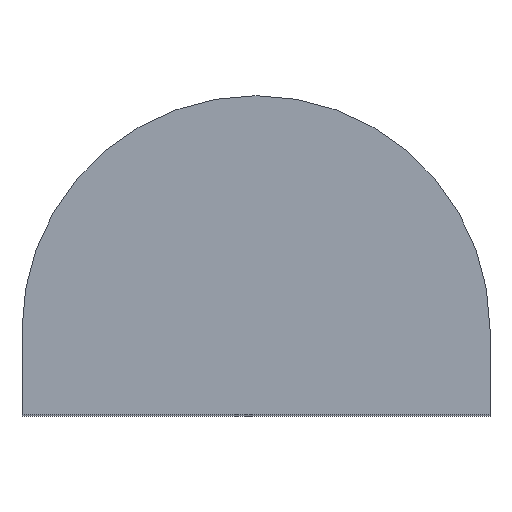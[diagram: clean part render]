
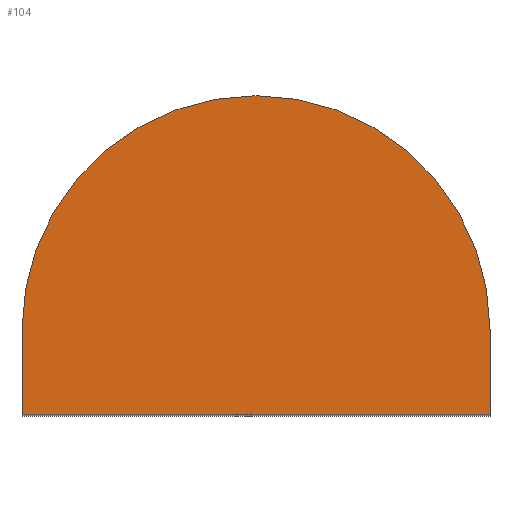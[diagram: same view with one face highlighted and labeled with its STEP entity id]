
A CAD part, top view. The second image highlights one B-rep face of the part: STEP entity #104.
In plain terms, the highlighted planar face has unit normal (0, 0, 1).
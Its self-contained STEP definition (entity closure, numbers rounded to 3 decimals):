
#16=CIRCLE('',#133,5.5);
#23=FACE_OUTER_BOUND('',#29,.T.);
#29=EDGE_LOOP('',(#90,#91,#92,#93));
#31=LINE('',#170,#41);
#37=LINE('',#182,#47);
#38=LINE('',#184,#48);
#41=VECTOR('',#141,10.);
#47=VECTOR('',#149,10.);
#48=VECTOR('',#152,10.);
#51=VERTEX_POINT('',#167);
#52=VERTEX_POINT('',#169);
#55=VERTEX_POINT('',#176);
#57=VERTEX_POINT('',#180);
#59=EDGE_CURVE('',#51,#52,#31,.T.);
#65=EDGE_CURVE('',#55,#57,#37,.T.);
#66=EDGE_CURVE('',#52,#57,#38,.T.);
#69=EDGE_CURVE('',#51,#55,#16,.T.);
#90=ORIENTED_EDGE('',*,*,#69,.T.);
#91=ORIENTED_EDGE('',*,*,#65,.T.);
#92=ORIENTED_EDGE('',*,*,#66,.F.);
#93=ORIENTED_EDGE('',*,*,#59,.F.);
#98=PLANE('',#135);
#104=ADVANCED_FACE('',(#23),#98,.F.);
#133=AXIS2_PLACEMENT_3D('',#188,#158,#159);
#135=AXIS2_PLACEMENT_3D('',#190,#162,#163);
#141=DIRECTION('',(0.,-1.,0.));
#149=DIRECTION('',(0.,-1.,0.));
#152=DIRECTION('',(-1.,0.,0.));
#158=DIRECTION('center_axis',(0.,0.,1.));
#159=DIRECTION('ref_axis',(-1.,0.,0.));
#162=DIRECTION('center_axis',(0.,0.,-1.));
#163=DIRECTION('ref_axis',(-1.,0.,0.));
#167=CARTESIAN_POINT('',(5.5,0.,21.5));
#169=CARTESIAN_POINT('',(5.5,-2.,21.5));
#170=CARTESIAN_POINT('',(5.5,0.,21.5));
#176=CARTESIAN_POINT('',(-5.5,0.,21.5));
#180=CARTESIAN_POINT('',(-5.5,-2.,21.5));
#182=CARTESIAN_POINT('',(-5.5,0.,21.5));
#184=CARTESIAN_POINT('',(5.5,-2.,21.5));
#188=CARTESIAN_POINT('Origin',(0.,0.,21.5));
#190=CARTESIAN_POINT('Origin',(0.,2.75,21.5));
